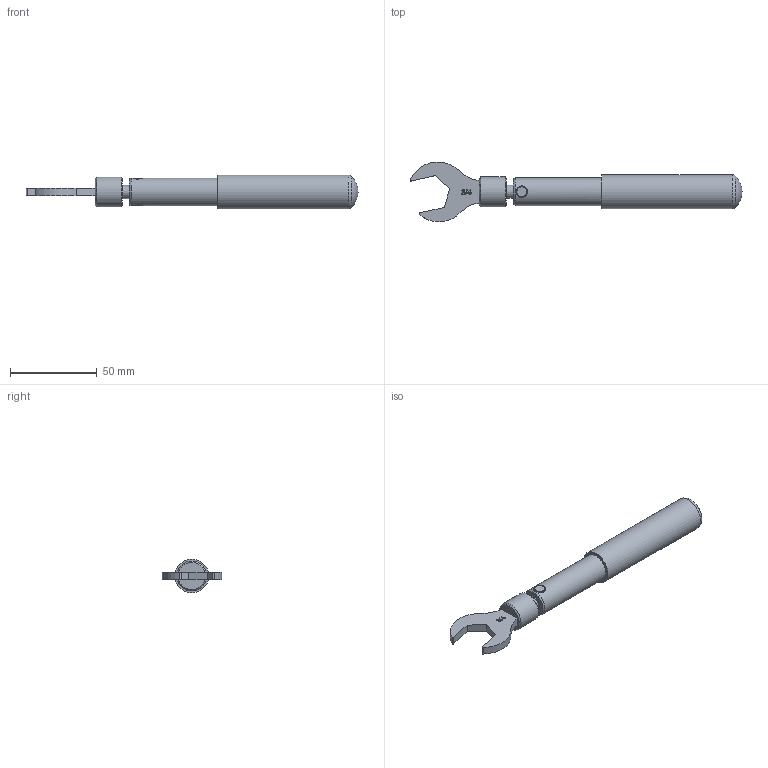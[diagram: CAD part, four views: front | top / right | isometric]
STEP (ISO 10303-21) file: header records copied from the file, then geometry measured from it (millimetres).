
FILE_DESCRIPTION (( 'STEP AP203' ), '1' );
FILE_NAME ('LC-TWC1434_3D.step', '2022-02-22T16:39:07', ( '' ), ( '' ), 'SwSTEP 2.0', 'SolidWorks 2021', '' );
FILE_SCHEMA (( 'CONFIG_CONTROL_DESIGN' ));
Length unit declared in the file: inch
Products named in the file (1): LC-TWC1434_3D
Bounding box: 191.51 x 34.45 x 19.56 mm (x, y, z)
Volume: 40683.1 mm3; surface area: 11753.6 mm2
Topology: 2 solids, 2 shells, 82 faces, 216 edges, 142 vertices
Faces by surface type: plane 41, cylinder 17, bspline 16, cone 6, sphere 1, torus 1
Full cylindrical faces by diameter (mm): 6.251 x1, 6.302 x1, 7.547 x1, 9.579 x1, 16.002 x1, 17.272 x1, 19.558 x1
Entity records: 6369 total; most frequent: CARTESIAN_POINT 4511, ORIENTED_EDGE 366, DIRECTION 314, EDGE_CURVE 183, VERTEX_POINT 129, EDGE_LOOP 112, VECTOR 106, LINE 106
